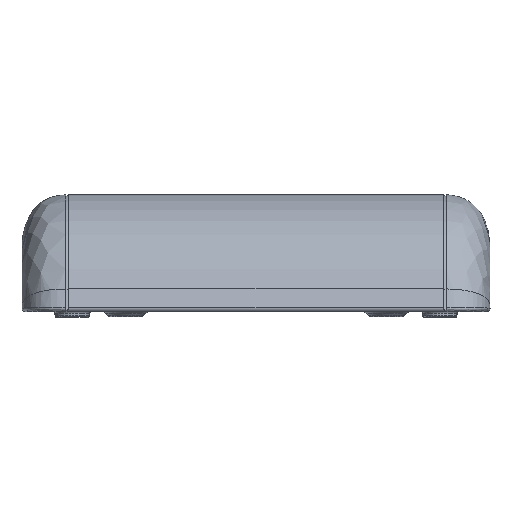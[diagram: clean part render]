
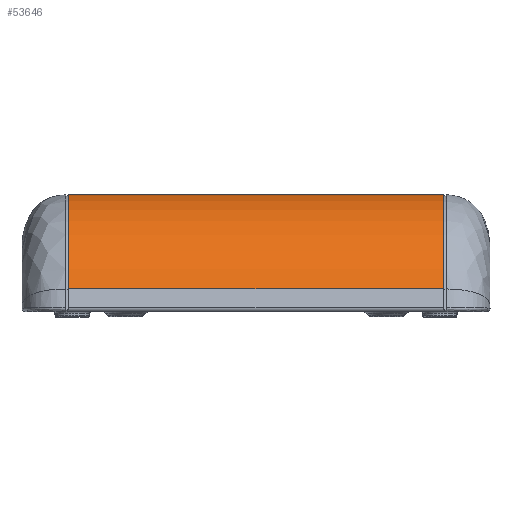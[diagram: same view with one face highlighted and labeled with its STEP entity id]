
A CAD part, top view. The second image highlights one B-rep face of the part: STEP entity #53646.
In plain terms, the highlighted cylindrical face has radius 41.361 mm (diameter 82.722 mm), a partial arc.
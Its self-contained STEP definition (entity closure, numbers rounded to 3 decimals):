
#48896=DIRECTION('',(-1.,0.,0.));
#48897=VECTOR('',#48896,112.);
#48898=CARTESIAN_POINT('',(56.,15.,20.));
#48899=LINE('',#48898,#48897);
#48900=CARTESIAN_POINT('',(56.,-26.361,20.));
#48901=DIRECTION('',(1.,0.,0.));
#48902=DIRECTION('',(0.,1.,0.));
#48903=AXIS2_PLACEMENT_3D('',#48900,#48901,#48902);
#48905=CARTESIAN_POINT('',(-56.,-26.361,20.));
#48906=DIRECTION('',(1.,0.,0.));
#48907=DIRECTION('',(0.,1.,0.));
#48908=AXIS2_PLACEMENT_3D('',#48905,#48906,#48907);
#48962=DIRECTION('',(-1.,0.,0.));
#48963=VECTOR('',#48962,112.);
#48964=CARTESIAN_POINT('',(56.,-13.242,59.226));
#48965=LINE('',#48964,#48963);
#53303=CARTESIAN_POINT('',(56.,15.,20.));
#53304=CARTESIAN_POINT('',(-56.,15.,20.));
#53305=VERTEX_POINT('',#53303);
#53306=VERTEX_POINT('',#53304);
#53307=CARTESIAN_POINT('',(56.,-13.242,59.226));
#53308=CARTESIAN_POINT('',(-56.,-13.242,59.226));
#53309=VERTEX_POINT('',#53307);
#53310=VERTEX_POINT('',#53308);
#53632=CARTESIAN_POINT('',(0.,-26.361,20.));
#53633=DIRECTION('',(1.,0.,0.));
#53634=DIRECTION('',(0.,1.,0.));
#53635=AXIS2_PLACEMENT_3D('',#53632,#53633,#53634);
#53636=CYLINDRICAL_SURFACE('',#53635,41.361);
#53637=ORIENTED_EDGE('',*,*,#53611,.F.);
#53639=ORIENTED_EDGE('',*,*,#53638,.T.);
#53641=ORIENTED_EDGE('',*,*,#53640,.T.);
#53643=ORIENTED_EDGE('',*,*,#53642,.F.);
#53644=EDGE_LOOP('',(#53637,#53639,#53641,#53643));
#53645=FACE_OUTER_BOUND('',#53644,.F.);
#53646=ADVANCED_FACE('',(#53645),#53636,.T.);
#48904=CIRCLE('',#48903,41.361);
#48909=CIRCLE('',#48908,41.361);
#53611=EDGE_CURVE('',#53305,#53306,#48899,.T.);
#53638=EDGE_CURVE('',#53305,#53309,#48904,.T.);
#53640=EDGE_CURVE('',#53309,#53310,#48965,.T.);
#53642=EDGE_CURVE('',#53306,#53310,#48909,.T.);
